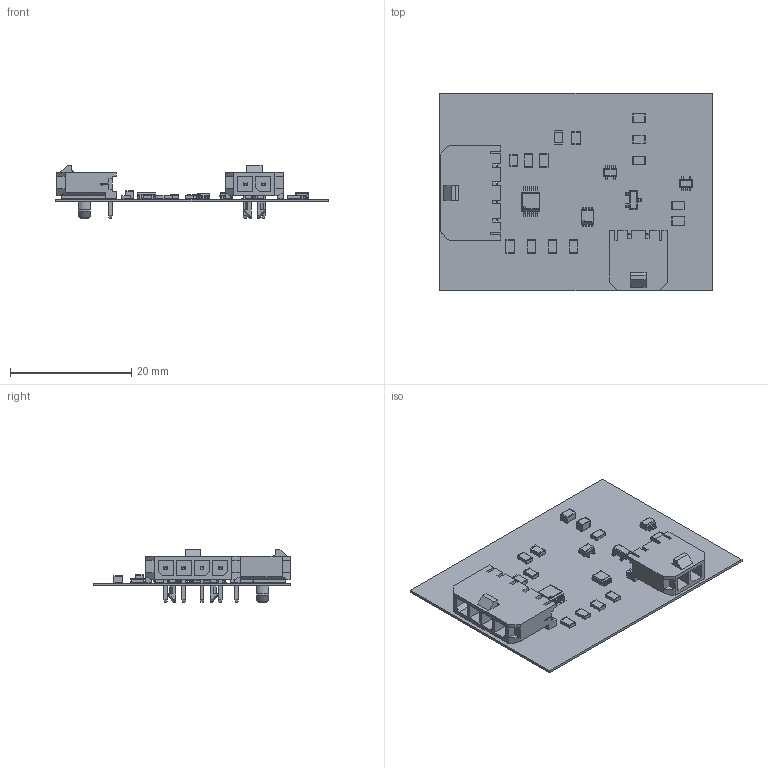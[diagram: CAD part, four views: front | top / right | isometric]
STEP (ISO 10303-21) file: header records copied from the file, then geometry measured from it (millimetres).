
FILE_DESCRIPTION(('Open CASCADE Model'),'2;1');
FILE_NAME('Open CASCADE Shape Model','2019-08-30T19:02:59',('Author'),( 'Open CASCADE'),'Open CASCADE STEP processor 6.8','Open CASCADE 6.8' ,'Unknown');
FILE_SCHEMA(('AUTOMOTIVE_DESIGN { 1 0 10303 214 1 1 1 1 }'));
Length unit declared in the file: millimetre
Products named in the file (94): PCB; Board; Open CASCADE STEP translator 6.8 1.1.1; C2; 5858876592; Terminal; Open_CASCADE_STEP_translator_6.8_2.1.1; Open_CASCADE_STEP_translator_6.8_2.1.2; Mid_Body; Open_CASCADE_STEP_translator_6.8_2.2.1; U1; 5858879632; Open_CASCADE_STEP_translator_6.8_3.1; Body; Open_CASCADE_STEP_translator_6.8_3.2.1; Leader; U4; 5858880592; Open_CASCADE_STEP_translator_6.8_23.1.1; R12; 5858880112; Open_CASCADE_STEP_translator_6.8_1.2.1; Mark; R11; R10; 5858884912; R9; C1; 5858884352; R1; R2; 5858883872; R4; 5858884592; R5; 5858884112; R6; 5858879552; Open_CASCADE_STEP_translator_6.8_6.2.1; R8 ...
Assembly tree (129 placements, depth 5):
  PCB
    Board
      Open CASCADE STEP translator 6.8 1.1.1
    C2
      5858876592
        Terminal
          Open_CASCADE_STEP_translator_6.8_2.1.1
          Open_CASCADE_STEP_translator_6.8_2.1.2
        Mid_Body
          Open_CASCADE_STEP_translator_6.8_2.2.1
    U1
      5858879632
        Open_CASCADE_STEP_translator_6.8_3.1
        Body
          Open_CASCADE_STEP_translator_6.8_3.2.1
        Leader  x8
    U4
      5858880592
        Body
          Open_CASCADE_STEP_translator_6.8_23.1.1
        Leader  x5
    R12
      5858880112
        Mid_Body
        Terminal  x2
          Open_CASCADE_STEP_translator_6.8_1.2.1
        Mark
    R11
      5858880112
        Mid_Body
        Terminal  x2
          Open_CASCADE_STEP_translator_6.8_1.2.1
        Mark
    R10
      5858884912
        Mid_Body
        Terminal  x2
          Open_CASCADE_STEP_translator_6.8_2.2.1
        Mark
    R9
      5858884912
        Mid_Body
        Terminal  x2
          Open_CASCADE_STEP_translator_6.8_2.2.1
        Mark
    C1
      5858884352
        Terminal
          Open_CASCADE_STEP_translator_6.8_2.1.1
          Open_CASCADE_STEP_translator_6.8_2.1.2
        Mid_Body
          Open_CASCADE_STEP_translator_6.8_2.2.1
    R1
      5858880112
        Mid_Body
        Terminal  x2
          Open_CASCADE_STEP_translator_6.8_1.2.1
        Mark
    R2
      5858883872
Bounding box: 45 x 32.6 x 8.9 mm (x, y, z)
Volume: 1317.1 mm3; surface area: 4963.4 mm2
Topology: 93 solids, 95 shells, 1876 faces, 4217 edges, 2507 vertices
Faces by surface type: plane 1444, cylinder 324, sphere 60, bspline 44, cone 4
Full cylindrical faces by diameter (mm): 0.3 x1, 0.388 x1, 1.02 x6, 3 x3
Entity records: 36575 total; most frequent: CARTESIAN_POINT 9536, DIRECTION 5144, ORIENTED_EDGE 5112, EDGE_CURVE 2557, LINE 2070, VECTOR 2070, AXIS2_PLACEMENT_3D 1537, VERTEX_POINT 1527
